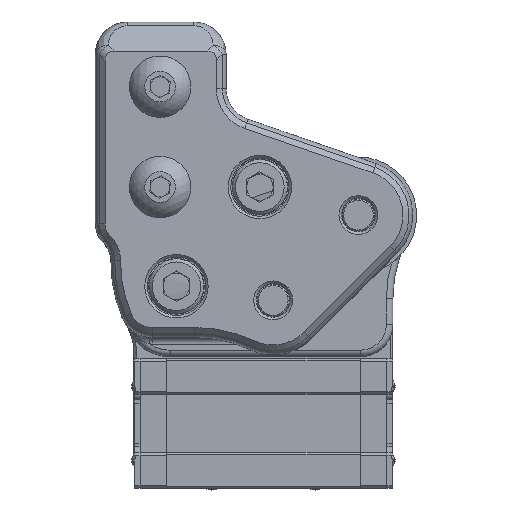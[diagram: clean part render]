
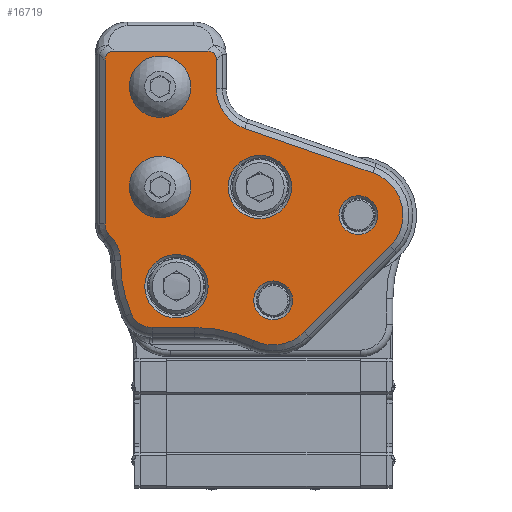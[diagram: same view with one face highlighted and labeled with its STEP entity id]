
A CAD part, top view. The second image highlights one B-rep face of the part: STEP entity #16719.
In plain terms, the highlighted planar face has unit normal (0, 0, 1).
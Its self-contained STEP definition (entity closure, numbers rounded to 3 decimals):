
#66=ELLIPSE('',#18767,3.464,2.);
#67=ELLIPSE('',#18776,3.464,2.);
#599=FACE_BOUND('',#3266,.T.);
#600=FACE_BOUND('',#3267,.T.);
#601=FACE_BOUND('',#3268,.T.);
#602=FACE_BOUND('',#3269,.T.);
#603=FACE_BOUND('',#3270,.T.);
#604=FACE_BOUND('',#3271,.T.);
#1023=PLANE('',#18766);
#2214=FACE_OUTER_BOUND('',#3265,.T.);
#3265=EDGE_LOOP('',(#15052,#15053,#15054,#15055,#15056,#15057,#15058,#15059,
#15060,#15061,#15062,#15063,#15064,#15065,#15066,#15067));
#3266=EDGE_LOOP('',(#15068));
#3267=EDGE_LOOP('',(#15069));
#3268=EDGE_LOOP('',(#15070));
#3269=EDGE_LOOP('',(#15071));
#3270=EDGE_LOOP('',(#15072));
#3271=EDGE_LOOP('',(#15073));
#4598=LINE('',#28902,#5946);
#4599=LINE('',#28912,#5947);
#4600=LINE('',#28918,#5948);
#4601=LINE('',#28922,#5949);
#4602=LINE('',#28926,#5950);
#4603=LINE('',#28929,#5951);
#5946=VECTOR('',#23559,10.);
#5947=VECTOR('',#23568,10.);
#5948=VECTOR('',#23573,10.);
#5949=VECTOR('',#23576,10.);
#5950=VECTOR('',#23579,10.);
#5951=VECTOR('',#23582,10.);
#6928=CIRCLE('',#18765,3.);
#6929=CIRCLE('',#18768,2.5);
#6930=CIRCLE('',#18769,5.5);
#6931=CIRCLE('',#18770,20.7);
#6932=CIRCLE('',#18771,3.5);
#6933=CIRCLE('',#18772,21.5);
#6934=CIRCLE('',#18773,6.9);
#6935=CIRCLE('',#18774,6.9);
#6936=CIRCLE('',#18775,6.5);
#6937=CIRCLE('',#18777,3.);
#6938=CIRCLE('',#18778,3.1);
#6939=CIRCLE('',#18779,4.9);
#6940=CIRCLE('',#18780,4.9);
#6941=CIRCLE('',#18781,3.1);
#8397=VERTEX_POINT('',#28894);
#8398=VERTEX_POINT('',#28898);
#8399=VERTEX_POINT('',#28899);
#8400=VERTEX_POINT('',#28901);
#8401=VERTEX_POINT('',#28903);
#8402=VERTEX_POINT('',#28905);
#8403=VERTEX_POINT('',#28907);
#8404=VERTEX_POINT('',#28909);
#8405=VERTEX_POINT('',#28911);
#8406=VERTEX_POINT('',#28913);
#8407=VERTEX_POINT('',#28915);
#8408=VERTEX_POINT('',#28917);
#8409=VERTEX_POINT('',#28919);
#8410=VERTEX_POINT('',#28921);
#8411=VERTEX_POINT('',#28923);
#8412=VERTEX_POINT('',#28925);
#8413=VERTEX_POINT('',#28927);
#8414=VERTEX_POINT('',#28930);
#8415=VERTEX_POINT('',#28932);
#8416=VERTEX_POINT('',#28934);
#8417=VERTEX_POINT('',#28936);
#8418=VERTEX_POINT('',#28938);
#10638=EDGE_CURVE('',#8397,#8397,#6928,.T.);
#10639=EDGE_CURVE('',#8398,#8399,#66,.T.);
#10640=EDGE_CURVE('',#8400,#8398,#4598,.T.);
#10641=EDGE_CURVE('',#8401,#8400,#6929,.T.);
#10642=EDGE_CURVE('',#8402,#8401,#6930,.T.);
#10643=EDGE_CURVE('',#8403,#8402,#6931,.T.);
#10644=EDGE_CURVE('',#8404,#8403,#6932,.T.);
#10645=EDGE_CURVE('',#8404,#8405,#4599,.T.);
#10646=EDGE_CURVE('',#8405,#8406,#6933,.T.);
#10647=EDGE_CURVE('',#8406,#8407,#6934,.T.);
#10648=EDGE_CURVE('',#8407,#8408,#4600,.T.);
#10649=EDGE_CURVE('',#8408,#8409,#6935,.T.);
#10650=EDGE_CURVE('',#8409,#8410,#4601,.T.);
#10651=EDGE_CURVE('',#8410,#8411,#6936,.T.);
#10652=EDGE_CURVE('',#8411,#8412,#4602,.T.);
#10653=EDGE_CURVE('',#8413,#8412,#67,.T.);
#10654=EDGE_CURVE('',#8413,#8399,#4603,.T.);
#10655=EDGE_CURVE('',#8414,#8414,#6937,.T.);
#10656=EDGE_CURVE('',#8415,#8415,#6938,.T.);
#10657=EDGE_CURVE('',#8416,#8416,#6939,.T.);
#10658=EDGE_CURVE('',#8417,#8417,#6940,.T.);
#10659=EDGE_CURVE('',#8418,#8418,#6941,.T.);
#15052=ORIENTED_EDGE('',*,*,#10639,.F.);
#15053=ORIENTED_EDGE('',*,*,#10640,.F.);
#15054=ORIENTED_EDGE('',*,*,#10641,.F.);
#15055=ORIENTED_EDGE('',*,*,#10642,.F.);
#15056=ORIENTED_EDGE('',*,*,#10643,.F.);
#15057=ORIENTED_EDGE('',*,*,#10644,.F.);
#15058=ORIENTED_EDGE('',*,*,#10645,.T.);
#15059=ORIENTED_EDGE('',*,*,#10646,.T.);
#15060=ORIENTED_EDGE('',*,*,#10647,.T.);
#15061=ORIENTED_EDGE('',*,*,#10648,.T.);
#15062=ORIENTED_EDGE('',*,*,#10649,.T.);
#15063=ORIENTED_EDGE('',*,*,#10650,.T.);
#15064=ORIENTED_EDGE('',*,*,#10651,.T.);
#15065=ORIENTED_EDGE('',*,*,#10652,.T.);
#15066=ORIENTED_EDGE('',*,*,#10653,.F.);
#15067=ORIENTED_EDGE('',*,*,#10654,.T.);
#15068=ORIENTED_EDGE('',*,*,#10655,.F.);
#15069=ORIENTED_EDGE('',*,*,#10656,.T.);
#15070=ORIENTED_EDGE('',*,*,#10657,.T.);
#15071=ORIENTED_EDGE('',*,*,#10658,.T.);
#15072=ORIENTED_EDGE('',*,*,#10659,.T.);
#15073=ORIENTED_EDGE('',*,*,#10638,.F.);
#16719=ADVANCED_FACE('',(#2214,#599,#600,#601,#602,#603,#604),#1023,.F.);
#18765=AXIS2_PLACEMENT_3D('',#28896,#23553,#23554);
#18766=AXIS2_PLACEMENT_3D('',#28897,#23555,#23556);
#18767=AXIS2_PLACEMENT_3D('',#28900,#23557,#23558);
#18768=AXIS2_PLACEMENT_3D('',#28904,#23560,#23561);
#18769=AXIS2_PLACEMENT_3D('',#28906,#23562,#23563);
#18770=AXIS2_PLACEMENT_3D('',#28908,#23564,#23565);
#18771=AXIS2_PLACEMENT_3D('',#28910,#23566,#23567);
#18772=AXIS2_PLACEMENT_3D('',#28914,#23569,#23570);
#18773=AXIS2_PLACEMENT_3D('',#28916,#23571,#23572);
#18774=AXIS2_PLACEMENT_3D('',#28920,#23574,#23575);
#18775=AXIS2_PLACEMENT_3D('',#28924,#23577,#23578);
#18776=AXIS2_PLACEMENT_3D('',#28928,#23580,#23581);
#18777=AXIS2_PLACEMENT_3D('',#28931,#23583,#23584);
#18778=AXIS2_PLACEMENT_3D('',#28933,#23585,#23586);
#18779=AXIS2_PLACEMENT_3D('',#28935,#23587,#23588);
#18780=AXIS2_PLACEMENT_3D('',#28937,#23589,#23590);
#18781=AXIS2_PLACEMENT_3D('',#28939,#23591,#23592);
#23553=DIRECTION('center_axis',(0.,0.,1.));
#23554=DIRECTION('ref_axis',(-1.,0.,0.));
#23555=DIRECTION('center_axis',(0.,0.,-1.));
#23556=DIRECTION('ref_axis',(-1.,0.,0.));
#23557=DIRECTION('center_axis',(0.,0.,-1.));
#23558=DIRECTION('ref_axis',(-0.707,0.707,0.));
#23559=DIRECTION('',(0.,1.,0.));
#23560=DIRECTION('center_axis',(0.,0.,-1.));
#23561=DIRECTION('ref_axis',(-0.922,-0.387,0.));
#23562=DIRECTION('center_axis',(0.,0.,1.));
#23563=DIRECTION('ref_axis',(0.7,0.714,0.));
#23564=DIRECTION('center_axis',(0.,0.,-1.));
#23565=DIRECTION('ref_axis',(-1.,0.,0.));
#23566=DIRECTION('center_axis',(0.,0.,-1.));
#23567=DIRECTION('ref_axis',(-0.553,-0.833,0.));
#23568=DIRECTION('',(1.,0.,0.));
#23569=DIRECTION('center_axis',(0.,0.,-1.));
#23570=DIRECTION('ref_axis',(0.218,0.976,0.));
#23571=DIRECTION('center_axis',(0.,0.,1.));
#23572=DIRECTION('ref_axis',(-1.,0.,0.));
#23573=DIRECTION('',(0.707,0.707,0.));
#23574=DIRECTION('center_axis',(0.,0.,1.));
#23575=DIRECTION('ref_axis',(1.,0.,0.));
#23576=DIRECTION('',(-0.945,0.328,0.));
#23577=DIRECTION('center_axis',(0.,0.,-1.));
#23578=DIRECTION('ref_axis',(-0.815,-0.58,0.));
#23579=DIRECTION('',(0.,1.,0.));
#23580=DIRECTION('center_axis',(0.,0.,-1.));
#23581=DIRECTION('ref_axis',(0.707,0.707,0.));
#23582=DIRECTION('',(-1.,0.,0.));
#23583=DIRECTION('center_axis',(0.,0.,1.));
#23584=DIRECTION('ref_axis',(-1.,0.,0.));
#23585=DIRECTION('center_axis',(0.,0.,-1.));
#23586=DIRECTION('ref_axis',(-1.,0.,0.));
#23587=DIRECTION('center_axis',(0.,0.,-1.));
#23588=DIRECTION('ref_axis',(-1.,0.,0.));
#23589=DIRECTION('center_axis',(0.,0.,-1.));
#23590=DIRECTION('ref_axis',(-1.,0.,0.));
#23591=DIRECTION('center_axis',(0.,0.,-1.));
#23592=DIRECTION('ref_axis',(-1.,0.,0.));
#28894=CARTESIAN_POINT('',(4.514,-165.85,28.));
#28896=CARTESIAN_POINT('Origin',(1.514,-165.85,28.));
#28897=CARTESIAN_POINT('Origin',(-2.638,-148.85,28.));
#28898=CARTESIAN_POINT('',(-24.45,-128.764,28.));
#28899=CARTESIAN_POINT('',(-23.036,-127.35,28.));
#28900=CARTESIAN_POINT('Origin',(-21.622,-130.178,28.));
#28901=CARTESIAN_POINT('',(-24.45,-154.035,28.));
#28902=CARTESIAN_POINT('',(-24.45,-151.825,28.));
#28903=CARTESIAN_POINT('',(-23.7,-155.82,28.));
#28904=CARTESIAN_POINT('Origin',(-21.95,-154.035,28.));
#28905=CARTESIAN_POINT('',(-22.051,-159.771,28.));
#28906=CARTESIAN_POINT('Origin',(-27.551,-159.747,28.));
#28907=CARTESIAN_POINT('',(-20.42,-167.912,28.));
#28908=CARTESIAN_POINT('Origin',(-1.351,-159.858,28.));
#28909=CARTESIAN_POINT('',(-17.196,-170.05,28.));
#28910=CARTESIAN_POINT('Origin',(-17.196,-166.55,28.));
#28911=CARTESIAN_POINT('',(-10.572,-170.05,28.));
#28912=CARTESIAN_POINT('',(-11.319,-170.05,28.));
#28913=CARTESIAN_POINT('',(-1.422,-172.094,28.));
#28914=CARTESIAN_POINT('Origin',(-10.572,-191.55,28.));
#28915=CARTESIAN_POINT('',(6.393,-170.729,28.));
#28916=CARTESIAN_POINT('Origin',(1.514,-165.85,28.));
#28917=CARTESIAN_POINT('',(19.553,-157.569,28.));
#28918=CARTESIAN_POINT('',(9.605,-167.517,28.));
#28919=CARTESIAN_POINT('',(16.936,-146.171,28.));
#28920=CARTESIAN_POINT('Origin',(14.674,-152.69,28.));
#28921=CARTESIAN_POINT('',(-2.881,-139.295,28.));
#28922=CARTESIAN_POINT('',(8.616,-143.284,28.));
#28923=CARTESIAN_POINT('',(-7.25,-133.155,28.));
#28924=CARTESIAN_POINT('Origin',(-0.75,-133.155,28.));
#28925=CARTESIAN_POINT('',(-7.25,-128.764,28.));
#28926=CARTESIAN_POINT('',(-7.25,-136.85,28.));
#28927=CARTESIAN_POINT('',(-8.664,-127.35,28.));
#28928=CARTESIAN_POINT('Origin',(-10.078,-130.178,28.));
#28929=CARTESIAN_POINT('',(-14.119,-127.35,28.));
#28930=CARTESIAN_POINT('',(17.674,-152.69,28.));
#28931=CARTESIAN_POINT('Origin',(14.674,-152.69,28.));
#28932=CARTESIAN_POINT('',(-12.85,-148.35,28.));
#28933=CARTESIAN_POINT('Origin',(-15.95,-148.35,28.));
#28934=CARTESIAN_POINT('',(-8.526,-163.675,28.));
#28935=CARTESIAN_POINT('Origin',(-13.426,-163.675,28.));
#28936=CARTESIAN_POINT('',(4.362,-148.35,28.));
#28937=CARTESIAN_POINT('Origin',(-0.538,-148.35,28.));
#28938=CARTESIAN_POINT('',(-12.85,-132.85,28.));
#28939=CARTESIAN_POINT('Origin',(-15.95,-132.85,28.));
